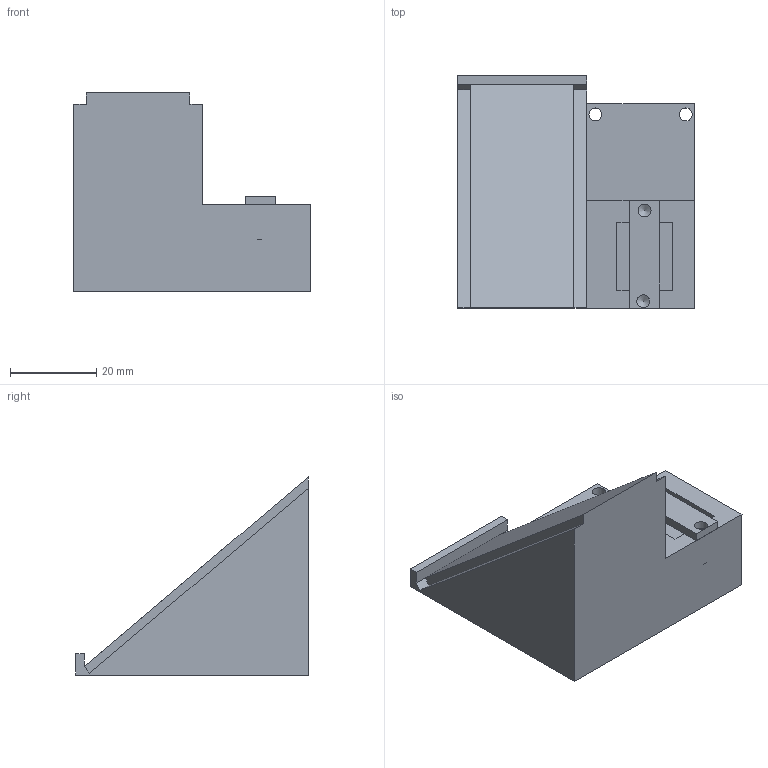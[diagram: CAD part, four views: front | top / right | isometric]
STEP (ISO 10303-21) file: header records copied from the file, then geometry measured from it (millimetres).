
FILE_DESCRIPTION(/* description */ (''),/* implementation_level */ '2;1');
FILE_NAME(/* name */ 'Internal component organizer.step',/* time_stamp */ '2025-08-08T12:43:16-07:00',/* author */ (''),/* organization */ (''),/* preprocessor_version */ 'ST-DEVELOPER v20.1',/* originating_system */ 'Autodesk Translation Framework v14.10.0.0',/* authorisation */ '');
FILE_SCHEMA (('AUTOMOTIVE_DESIGN { 1 0 10303 214 3 1 1 }'));
Length unit declared in the file: millimetre
Products named in the file (3): esp32 led layout; Component1; Component3
Assembly tree (2 placements, depth 2):
  esp32 led layout
    Component1
    Component3
Bounding box: 55 x 54 x 46 mm (x, y, z)
Volume: 51442.8 mm3; surface area: 12192.3 mm2
Topology: 2 solids, 2 shells, 41 faces, 103 edges, 67 vertices
Faces by surface type: plane 33, cylinder 6, cone 2
Full cylindrical faces by diameter (mm): 3 x6
Entity records: 1300 total; most frequent: CARTESIAN_POINT 214, DIRECTION 205, ORIENTED_EDGE 202, EDGE_CURVE 101, LINE 89, VECTOR 89, VERTEX_POINT 67, AXIS2_PLACEMENT_3D 58
